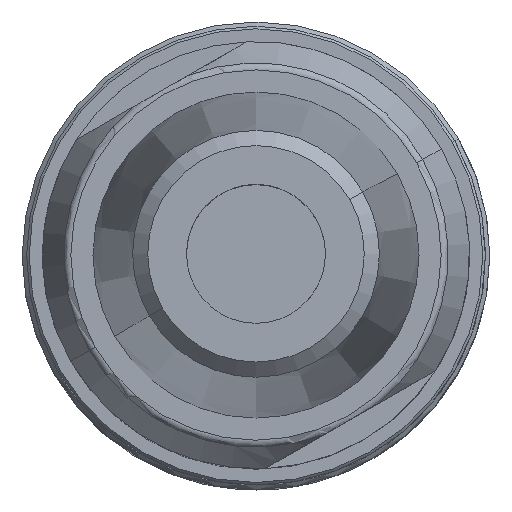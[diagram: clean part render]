
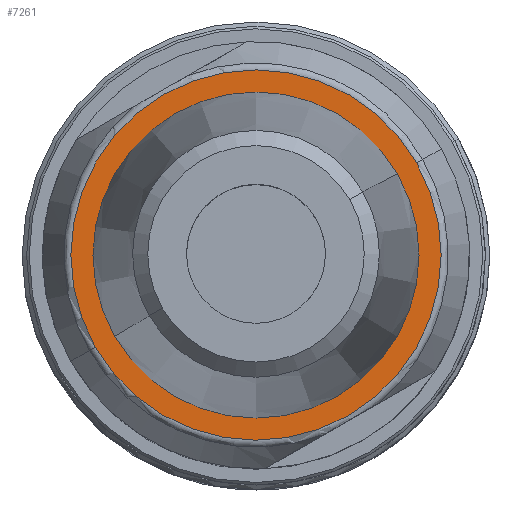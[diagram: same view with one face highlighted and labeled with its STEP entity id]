
A CAD part, top view. The second image highlights one B-rep face of the part: STEP entity #7261.
In plain terms, the highlighted planar face has unit normal (0, 0, 1).
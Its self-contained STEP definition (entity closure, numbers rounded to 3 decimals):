
#7187=AXIS2_PLACEMENT_3D('Circle Axis2P3D',#7185,#7186,$) ;
#7206=AXIS2_PLACEMENT_3D('Circle Axis2P3D',#7204,#7205,$) ;
#7221=AXIS2_PLACEMENT_3D('Plane Axis2P3D',#7218,#7219,#7220) ;
#7229=AXIS2_PLACEMENT_3D('Circle Axis2P3D',#7227,#7228,$) ;
#7238=AXIS2_PLACEMENT_3D('Circle Axis2P3D',#7236,#7237,$) ;
#7245=AXIS2_PLACEMENT_3D('Circle Axis2P3D',#7243,#7244,$) ;
#7252=AXIS2_PLACEMENT_3D('Circle Axis2P3D',#7250,#7251,$) ;
#7175=CARTESIAN_POINT('Vertex',(15.606,12.894,43.8)) ;
#7182=CARTESIAN_POINT('Vertex',(2.894,5.606,43.8)) ;
#7185=CARTESIAN_POINT('Axis2P3D Location',(9.25,9.25,43.8)) ;
#7204=CARTESIAN_POINT('Axis2P3D Location',(9.25,9.25,43.8)) ;
#7218=CARTESIAN_POINT('Axis2P3D Location',(9.25,9.25,43.8)) ;
#7227=CARTESIAN_POINT('Axis2P3D Location',(9.25,9.25,43.8)) ;
#7231=CARTESIAN_POINT('Vertex',(14.835,12.476,43.8)) ;
#7233=CARTESIAN_POINT('Vertex',(6.024,14.835,43.8)) ;
#7236=CARTESIAN_POINT('Axis2P3D Location',(9.25,9.25,43.8)) ;
#7240=CARTESIAN_POINT('Vertex',(12.476,3.665,43.8)) ;
#7243=CARTESIAN_POINT('Axis2P3D Location',(9.25,9.25,43.8)) ;
#7247=CARTESIAN_POINT('Vertex',(3.665,6.024,43.8)) ;
#7250=CARTESIAN_POINT('Axis2P3D Location',(9.25,9.25,43.8)) ;
#7186=DIRECTION('Axis2P3D Direction',(0.,0.,1.)) ;
#7205=DIRECTION('Axis2P3D Direction',(0.,0.,1.)) ;
#7219=DIRECTION('Axis2P3D Direction',(0.,0.,1.)) ;
#7220=DIRECTION('Axis2P3D XDirection',(0.868,0.497,0.)) ;
#7228=DIRECTION('Axis2P3D Direction',(0.,0.,1.)) ;
#7237=DIRECTION('Axis2P3D Direction',(0.,0.,1.)) ;
#7244=DIRECTION('Axis2P3D Direction',(0.,0.,1.)) ;
#7251=DIRECTION('Axis2P3D Direction',(0.,0.,1.)) ;
#7224=ORIENTED_EDGE('',*,*,#7189,.T.) ;
#7225=ORIENTED_EDGE('',*,*,#7208,.T.) ;
#7256=ORIENTED_EDGE('',*,*,#7235,.F.) ;
#7257=ORIENTED_EDGE('',*,*,#7242,.F.) ;
#7258=ORIENTED_EDGE('',*,*,#7249,.F.) ;
#7259=ORIENTED_EDGE('',*,*,#7254,.F.) ;
#7260=FACE_BOUND('',#7255,.T.) ;
#7261=ADVANCED_FACE('BREP_WITH_VOIDS #40',(#7226,#7260),#7222,.T.) ;
#7188=CIRCLE('generated circle',#7187,7.326) ;
#7207=CIRCLE('generated circle',#7206,7.326) ;
#7230=CIRCLE('generated circle',#7229,6.45) ;
#7239=CIRCLE('generated circle',#7238,6.45) ;
#7246=CIRCLE('generated circle',#7245,6.45) ;
#7253=CIRCLE('generated circle',#7252,6.45) ;
#7189=EDGE_CURVE('',#7176,#7183,#7188,.T.) ;
#7208=EDGE_CURVE('',#7183,#7176,#7207,.T.) ;
#7235=EDGE_CURVE('',#7232,#7234,#7230,.T.) ;
#7242=EDGE_CURVE('',#7241,#7232,#7239,.T.) ;
#7249=EDGE_CURVE('',#7248,#7241,#7246,.T.) ;
#7254=EDGE_CURVE('',#7234,#7248,#7253,.T.) ;
#7223=EDGE_LOOP('',(#7224,#7225)) ;
#7255=EDGE_LOOP('',(#7256,#7257,#7258,#7259)) ;
#7226=FACE_OUTER_BOUND('',#7223,.T.) ;
#7222=PLANE('',#7221) ;
#7176=VERTEX_POINT('',#7175) ;
#7183=VERTEX_POINT('',#7182) ;
#7232=VERTEX_POINT('',#7231) ;
#7234=VERTEX_POINT('',#7233) ;
#7241=VERTEX_POINT('',#7240) ;
#7248=VERTEX_POINT('',#7247) ;
